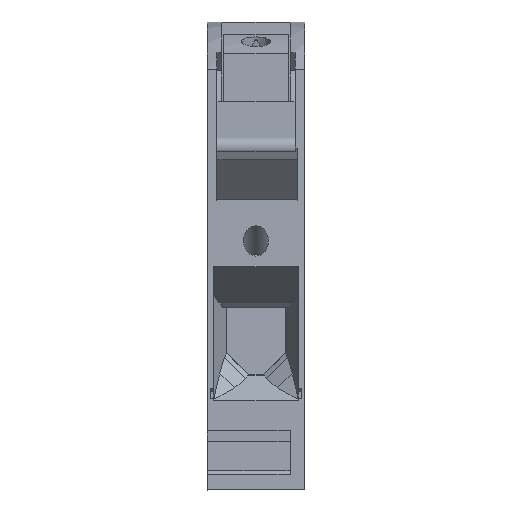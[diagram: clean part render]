
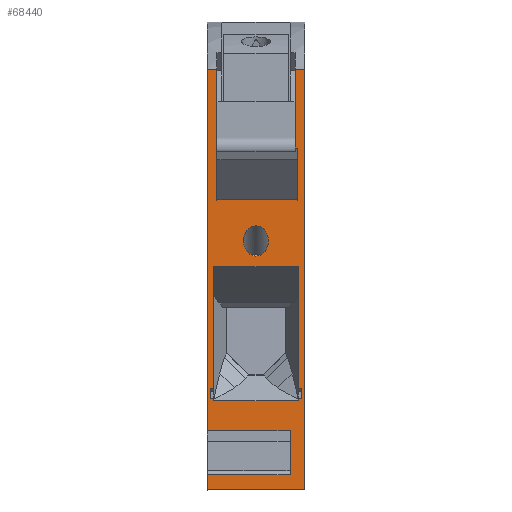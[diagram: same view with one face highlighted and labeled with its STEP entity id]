
A CAD part, front view. The second image highlights one B-rep face of the part: STEP entity #68440.
In plain terms, the highlighted face is planar.
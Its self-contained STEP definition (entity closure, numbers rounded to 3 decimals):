
#60=CARTESIAN_POINT('',(31.6,-2.439,
4.9));
#70=DIRECTION('',(0.,1.,0.));
#80=VECTOR('',#70,1.);
#90=LINE('',#60,#80);
#100=CARTESIAN_POINT('',(31.6,-2.38,
4.9));
#110=VERTEX_POINT('',#100);
#120=CARTESIAN_POINT('',(31.6,71.727,
4.9));
#130=VERTEX_POINT('',#120);
#140=EDGE_CURVE('',#110,#130,#90,.T.);
#530=CARTESIAN_POINT('',(31.6,80.777,
4.9));
#540=VERTEX_POINT('',#530);
#570=CARTESIAN_POINT('',(31.6,83.877,
4.9));
#580=VERTEX_POINT('',#570);
#590=EDGE_CURVE('',#540,#580,#90,.T.);
#5230=CARTESIAN_POINT('',(31.6,83.877,
24.9));
#5240=VERTEX_POINT('',#5230);
#5270=CARTESIAN_POINT('',(31.6,-2.439,
24.9));
#5280=DIRECTION('',(0.,-1.,0.));
#5290=VECTOR('',#5280,1.);
#5300=LINE('',#5270,#5290);
#5310=CARTESIAN_POINT('',(31.6,-2.38,
24.9));
#5320=VERTEX_POINT('',#5310);
#5330=EDGE_CURVE('',#5240,#5320,#5300,.T.);
#42150=CARTESIAN_POINT('',(31.6,71.727,
21.9));
#42160=VERTEX_POINT('',#42150);
#42190=CARTESIAN_POINT('',(31.6,0.,
21.9));
#42200=DIRECTION('',(0.,1.,0.));
#42210=VECTOR('',#42200,1.);
#42220=LINE('',#42190,#42210);
#42230=CARTESIAN_POINT('',(31.6,80.777,
21.9));
#42240=VERTEX_POINT('',#42230);
#42250=EDGE_CURVE('',#42160,#42240,#42220,.T.);
#42810=CARTESIAN_POINT('',(31.6,-2.439,
6.9));
#42820=DIRECTION('',(0.,1.,0.));
#42830=VECTOR('',#42820,1.);
#42840=LINE('',#42810,#42830);
#42850=CARTESIAN_POINT('',(31.6,-2.38,
6.9));
#42860=VERTEX_POINT('',#42850);
#42870=CARTESIAN_POINT('',(31.6,24.389,
6.9));
#42880=VERTEX_POINT('',#42870);
#42890=EDGE_CURVE('',#42860,#42880,#42840,.T.);
#44230=CARTESIAN_POINT('',(31.6,13.761,
22.9));
#44240=VERTEX_POINT('',#44230);
#44270=CARTESIAN_POINT('',(31.6,13.761,
0.));
#44280=DIRECTION('',(0.,0.,1.));
#44290=VECTOR('',#44280,1.);
#44300=LINE('',#44270,#44290);
#44310=CARTESIAN_POINT('',(31.6,13.761,
23.4));
#44320=VERTEX_POINT('',#44310);
#44330=EDGE_CURVE('',#44240,#44320,#44300,.T.);
#47700=CARTESIAN_POINT('',(31.6,24.389,
23.4));
#47710=VERTEX_POINT('',#47700);
#47740=CARTESIAN_POINT('',(31.6,24.389,
0.));
#47750=DIRECTION('',(0.,0.,1.));
#47760=VECTOR('',#47750,1.);
#47770=LINE('',#47740,#47760);
#47780=EDGE_CURVE('',#42880,#47710,#47770,.T.);
#50100=CARTESIAN_POINT('',(31.6,-2.38,
22.9));
#50110=VERTEX_POINT('',#50100);
#50140=CARTESIAN_POINT('',(31.6,-2.439,
22.9));
#50150=DIRECTION('',(0.,-1.,0.));
#50160=VECTOR('',#50150,1.);
#50170=LINE('',#50140,#50160);
#50180=EDGE_CURVE('',#44240,#50110,#50170,.T.);
#55770=CARTESIAN_POINT('',(31.6,32.801,
14.9));
#55780=DIRECTION('',(-1.,0.,0.));
#55790=DIRECTION('',(0.,1.,0.));
#55800=AXIS2_PLACEMENT_3D('',#55770,#55780,#55790);
#55810=ELLIPSE('',#55800,3.113,2.55);
#55820=CARTESIAN_POINT('',(31.6,35.914,
14.9));
#55830=VERTEX_POINT('',#55820);
#55840=CARTESIAN_POINT('',(31.6,32.801,
12.35));
#55850=VERTEX_POINT('',#55840);
#55860=EDGE_CURVE('',#55830,#55850,#55810,.T.);
#56130=CARTESIAN_POINT('',(31.6,32.801,
17.45));
#56140=VERTEX_POINT('',#56130);
#56170=EDGE_CURVE('',#56140,#55830,#55810,.T.);
#58390=CARTESIAN_POINT('',(31.6,83.877,
29.8));
#58400=DIRECTION('',(0.,0.,1.));
#58410=VECTOR('',#58400,1.);
#58420=LINE('',#58390,#58410);
#58430=EDGE_CURVE('',#580,#5240,#58420,.T.);
#61770=CARTESIAN_POINT('',(31.6,80.777,
29.8));
#61780=DIRECTION('',(0.,0.,-1.));
#61790=VECTOR('',#61780,1.);
#61800=LINE('',#61770,#61790);
#61810=EDGE_CURVE('',#42240,#540,#61800,.T.);
#65090=CARTESIAN_POINT('',(31.6,-2.439,
23.4));
#65100=DIRECTION('',(0.,-1.,0.));
#65110=VECTOR('',#65100,1.);
#65120=LINE('',#65090,#65110);
#65130=EDGE_CURVE('',#47710,#44320,#65120,.T.);
#67120=CARTESIAN_POINT('',(31.6,37.932,
14.9));
#67130=DIRECTION('',(-1.,0.,0.));
#67140=DIRECTION('',(0.,1.,0.));
#67150=AXIS2_PLACEMENT_3D('',#67120,#67130,#67140);
#67160=PLANE('',#67150);
#67170=EDGE_CURVE('',#55850,#56140,#55810,.T.);
#67180=ORIENTED_EDGE('',*,*,#67170,.T.);
#67190=ORIENTED_EDGE('',*,*,#55860,.T.);
#67200=ORIENTED_EDGE('',*,*,#56170,.T.);
#67210=EDGE_LOOP('',(#67200,#67190,#67180));
#67220=FACE_BOUND('',#67210,.T.);
#67230=ORIENTED_EDGE('',*,*,#58430,.T.);
#67240=ORIENTED_EDGE('',*,*,#590,.T.);
#67250=ORIENTED_EDGE('',*,*,#61810,.T.);
#67260=ORIENTED_EDGE('',*,*,#42250,.T.);
#67270=CARTESIAN_POINT('',(31.6,71.727,
29.8));
#67280=DIRECTION('',(0.,0.,1.));
#67290=VECTOR('',#67280,1.);
#67300=LINE('',#67270,#67290);
#67310=EDGE_CURVE('',#130,#42160,#67300,.T.);
#67320=ORIENTED_EDGE('',*,*,#67310,.T.);
#67330=ORIENTED_EDGE('',*,*,#140,.T.);
#67340=CARTESIAN_POINT('',(31.6,-2.38,
26.7));
#67350=DIRECTION('',(0.,0.,-1.));
#67360=VECTOR('',#67350,1.);
#67370=LINE('',#67340,#67360);
#67380=EDGE_CURVE('',#42860,#110,#67370,.T.);
#67390=ORIENTED_EDGE('',*,*,#67380,.T.);
#67400=ORIENTED_EDGE('',*,*,#42890,.F.);
#67410=ORIENTED_EDGE('',*,*,#47780,.F.);
#67420=ORIENTED_EDGE('',*,*,#65130,.F.);
#67430=ORIENTED_EDGE('',*,*,#44330,.T.);
#67440=ORIENTED_EDGE('',*,*,#50180,.F.);
#67450=CARTESIAN_POINT('',(31.6,-2.38,
26.7));
#67460=DIRECTION('',(0.,0.,-1.));
#67470=VECTOR('',#67460,1.);
#67480=LINE('',#67450,#67470);
#67490=EDGE_CURVE('',#5320,#50110,#67480,.T.);
#67500=ORIENTED_EDGE('',*,*,#67490,.T.);
#67510=ORIENTED_EDGE('',*,*,#5330,.T.);
#67520=EDGE_LOOP('',(#67510,#67500,#67440,#67430,#67420,#67410,#67400,
#67390,#67330,#67320,#67260,#67250,#67240,#67230));
#67530=FACE_OUTER_BOUND('',#67520,.T.);
#67540=CARTESIAN_POINT('',(31.6,-2.439,
23.6));
#67550=DIRECTION('',(0.,-1.,0.));
#67560=VECTOR('',#67550,1.);
#67570=LINE('',#67540,#67560);
#67580=CARTESIAN_POINT('',(31.6,65.542,
23.6));
#67590=VERTEX_POINT('',#67580);
#67600=CARTESIAN_POINT('',(31.6,65.042,
23.6));
#67610=VERTEX_POINT('',#67600);
#67620=EDGE_CURVE('',#67590,#67610,#67570,.T.);
#67630=ORIENTED_EDGE('',*,*,#67620,.F.);
#67640=CARTESIAN_POINT('',(31.6,65.042,
0.));
#67650=DIRECTION('',(0.,0.,1.));
#67660=VECTOR('',#67650,1.);
#67670=LINE('',#67640,#67660);
#67680=CARTESIAN_POINT('',(31.6,65.042,
24.3));
#67690=VERTEX_POINT('',#67680);
#67700=EDGE_CURVE('',#67610,#67690,#67670,.T.);
#67710=ORIENTED_EDGE('',*,*,#67700,.F.);
#67720=CARTESIAN_POINT('',(31.6,-2.439,
24.3));
#67730=DIRECTION('',(0.,1.,0.));
#67740=VECTOR('',#67730,1.);
#67750=LINE('',#67720,#67740);
#67760=CARTESIAN_POINT('',(31.6,63.164,
24.3));
#67770=VERTEX_POINT('',#67760);
#67780=EDGE_CURVE('',#67770,#67690,#67750,.T.);
#67790=ORIENTED_EDGE('',*,*,#67780,.T.);
#67800=CARTESIAN_POINT('',(31.6,63.164,
0.));
#67810=DIRECTION('',(0.,0.,-1.));
#67820=VECTOR('',#67810,1.);
#67830=LINE('',#67800,#67820);
#67840=CARTESIAN_POINT('',(31.6,63.164,
23.6));
#67850=VERTEX_POINT('',#67840);
#67860=EDGE_CURVE('',#67770,#67850,#67830,.T.);
#67870=ORIENTED_EDGE('',*,*,#67860,.F.);
#67880=CARTESIAN_POINT('',(31.6,38.112,
23.6));
#67890=VERTEX_POINT('',#67880);
#67900=EDGE_CURVE('',#67850,#67890,#67570,.T.);
#67910=ORIENTED_EDGE('',*,*,#67900,.F.);
#67920=CARTESIAN_POINT('',(31.6,38.112,
0.));
#67930=DIRECTION('',(0.,0.,1.));
#67940=VECTOR('',#67930,1.);
#67950=LINE('',#67920,#67940);
#67960=CARTESIAN_POINT('',(31.6,38.112,
6.2));
#67970=VERTEX_POINT('',#67960);
#67980=EDGE_CURVE('',#67970,#67890,#67950,.T.);
#67990=ORIENTED_EDGE('',*,*,#67980,.T.);
#68000=CARTESIAN_POINT('',(31.6,-2.439,
6.2));
#68010=DIRECTION('',(0.,-1.,0.));
#68020=VECTOR('',#68010,1.);
#68030=LINE('',#68000,#68020);
#68040=CARTESIAN_POINT('',(31.6,63.164,
6.2));
#68050=VERTEX_POINT('',#68040);
#68060=EDGE_CURVE('',#68050,#67970,#68030,.T.);
#68070=ORIENTED_EDGE('',*,*,#68060,.T.);
#68080=CARTESIAN_POINT('',(31.6,63.164,
0.));
#68090=DIRECTION('',(0.,0.,-1.));
#68100=VECTOR('',#68090,1.);
#68110=LINE('',#68080,#68100);
#68120=CARTESIAN_POINT('',(31.6,63.164,
5.5));
#68130=VERTEX_POINT('',#68120);
#68140=EDGE_CURVE('',#68050,#68130,#68110,.T.);
#68150=ORIENTED_EDGE('',*,*,#68140,.F.);
#68160=CARTESIAN_POINT('',(31.6,-2.439,
5.5));
#68170=DIRECTION('',(0.,-1.,0.));
#68180=VECTOR('',#68170,1.);
#68190=LINE('',#68160,#68180);
#68200=CARTESIAN_POINT('',(31.6,65.042,
5.5));
#68210=VERTEX_POINT('',#68200);
#68220=EDGE_CURVE('',#68210,#68130,#68190,.T.);
#68230=ORIENTED_EDGE('',*,*,#68220,.T.);
#68240=CARTESIAN_POINT('',(31.6,65.042,
0.));
#68250=DIRECTION('',(0.,0.,1.));
#68260=VECTOR('',#68250,1.);
#68270=LINE('',#68240,#68260);
#68280=CARTESIAN_POINT('',(31.6,65.042,
6.2));
#68290=VERTEX_POINT('',#68280);
#68300=EDGE_CURVE('',#68210,#68290,#68270,.T.);
#68310=ORIENTED_EDGE('',*,*,#68300,.F.);
#68320=CARTESIAN_POINT('',(31.6,65.542,
6.2));
#68330=VERTEX_POINT('',#68320);
#68340=EDGE_CURVE('',#68330,#68290,#68030,.T.);
#68350=ORIENTED_EDGE('',*,*,#68340,.T.);
#68360=CARTESIAN_POINT('',(31.6,65.542,
0.));
#68370=DIRECTION('',(0.,0.,-1.));
#68380=VECTOR('',#68370,1.);
#68390=LINE('',#68360,#68380);
#68400=EDGE_CURVE('',#67590,#68330,#68390,.T.);
#68410=ORIENTED_EDGE('',*,*,#68400,.T.);
#68420=EDGE_LOOP('',(#68410,#68350,#68310,#68230,#68150,#68070,#67990,
#67910,#67870,#67790,#67710,#67630));
#68430=FACE_BOUND('',#68420,.T.);
#68440=ADVANCED_FACE('',(#67220,#67530,#68430),#67160,.F.);
